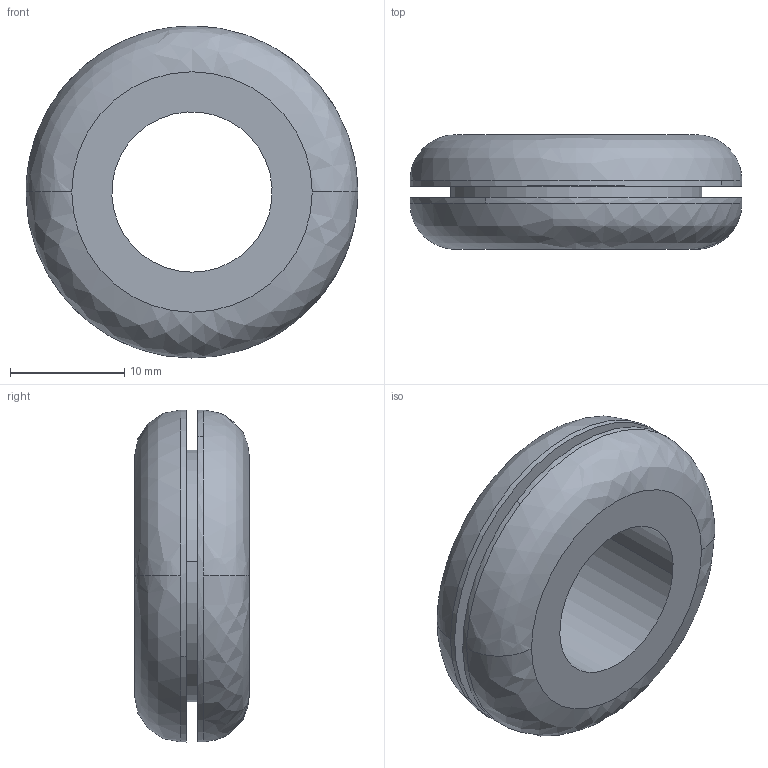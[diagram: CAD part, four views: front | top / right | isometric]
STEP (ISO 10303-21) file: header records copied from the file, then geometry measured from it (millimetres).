
FILE_DESCRIPTION( (''), '2;1');
FILE_NAME ('PC50.12492.TM_B_14_1_CRUL_4527.stp','2019-12-19T13:43:06',(''),(''),'spGate 15.6.1','','');
FILE_SCHEMA (('AUTOMOTIVE_DESIGN'));
Length unit declared in the file: millimetre
Bounding box: 29 x 10 x 29 mm (x, y, z)
Volume: 4199.7 mm3; surface area: 2576.4 mm2
Topology: 1 solids, 1 shells, 16 faces, 51 edges, 39 vertices
Faces by surface type: cylinder 8, plane 4, bspline 4
Entity records: 1084 total; most frequent: CARTESIAN_POINT 224, DIRECTION 102, ORIENTED_EDGE 102, COLOUR_RGB 68, PRESENTATION_STYLE_ASSIGNMENT 68, STYLED_ITEM 68, AXIS2_PLACEMENT_3D 51, EDGE_CURVE 51
